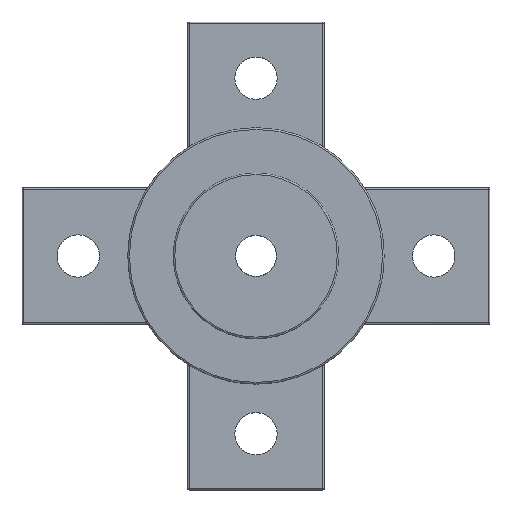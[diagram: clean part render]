
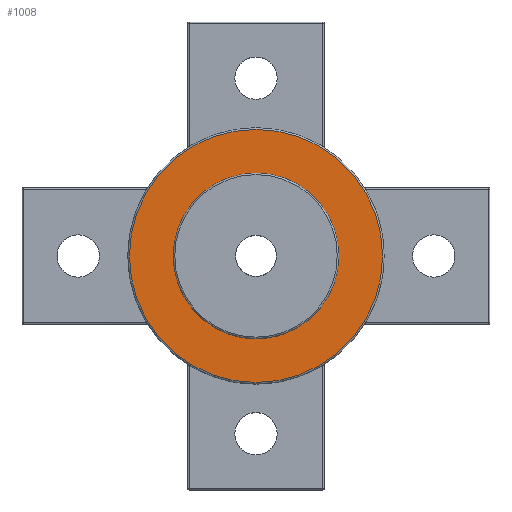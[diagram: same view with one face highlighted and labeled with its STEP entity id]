
A CAD part, top view. The second image highlights one B-rep face of the part: STEP entity #1008.
In plain terms, the highlighted planar face has unit normal (0, 0, 1).
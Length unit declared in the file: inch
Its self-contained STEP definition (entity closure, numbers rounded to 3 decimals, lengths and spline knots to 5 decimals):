
#76=FACE_BOUND('',#324,.T.);
#227=PLANE('',#1115);
#254=FACE_OUTER_BOUND('',#323,.T.);
#323=EDGE_LOOP('',(#753));
#324=EDGE_LOOP('',(#754));
#409=CIRCLE('',#1107,0.524);
#411=CIRCLE('',#1111,0.80069);
#486=VERTEX_POINT('',#1621);
#491=VERTEX_POINT('',#1674);
#583=EDGE_CURVE('',#486,#486,#409,.T.);
#588=EDGE_CURVE('',#491,#491,#411,.T.);
#753=ORIENTED_EDGE('',*,*,#588,.F.);
#754=ORIENTED_EDGE('',*,*,#583,.T.);
#1008=ADVANCED_FACE('',(#254,#76),#227,.T.);
#1107=AXIS2_PLACEMENT_3D('',#1623,#1284,#1285);
#1111=AXIS2_PLACEMENT_3D('',#1675,#1292,#1293);
#1115=AXIS2_PLACEMENT_3D('',#1681,#1300,#1301);
#1284=DIRECTION('center_axis',(0.,0.,
-1.));
#1285=DIRECTION('ref_axis',(-1.,0.,0.));
#1292=DIRECTION('center_axis',(0.,0.,
-1.));
#1293=DIRECTION('ref_axis',(0.534,-0.845,0.));
#1300=DIRECTION('center_axis',(0.,0.,
1.));
#1301=DIRECTION('ref_axis',(-1.,0.,0.));
#1621=CARTESIAN_POINT('',(0.52398,0.00002,0.2075));
#1623=CARTESIAN_POINT('Origin',(-0.00002,0.00002,
0.2075));
#1674=CARTESIAN_POINT('',(-0.8007,0.00002,0.2075));
#1675=CARTESIAN_POINT('Origin',(-0.00002,0.00002,
0.2075));
#1681=CARTESIAN_POINT('Origin',(-0.00002,0.00002,
0.2075));
